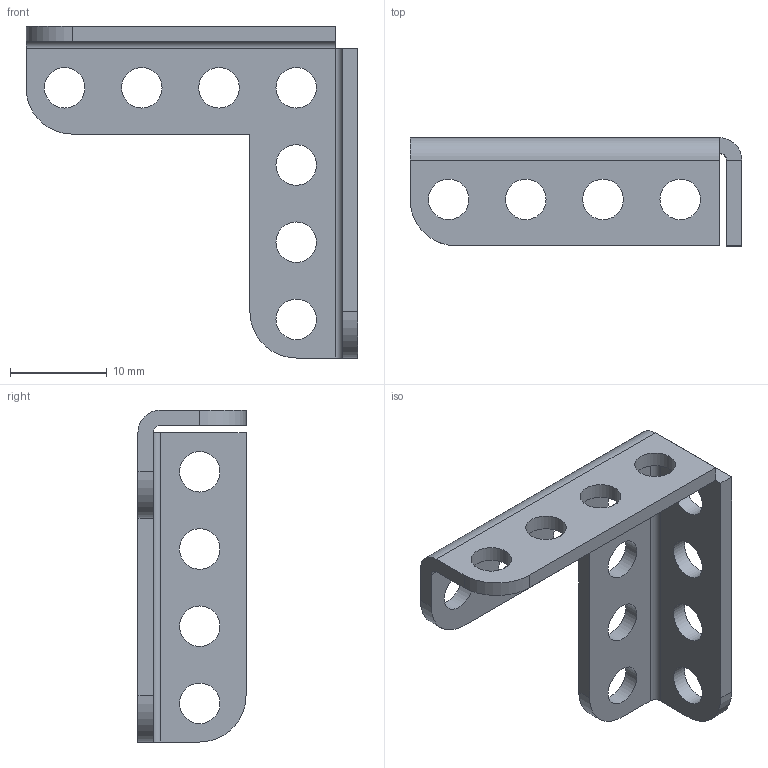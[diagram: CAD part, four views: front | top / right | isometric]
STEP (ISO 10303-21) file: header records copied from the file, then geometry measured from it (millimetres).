
FILE_DESCRIPTION(/* description */ (''),/* implementation_level */ '2;1');
FILE_NAME(/* name */ 'Matrix_03-0004.ipt.stp',/* time_stamp */ '2014-12-18T17:41:58-08:00',/* author */ ('Autodesk Inc.'),/* organization */ ('Autodesk Inc.'),/* preprocessor_version */ 'ST-DEVELOPER v15.6',/* originating_system */ 'Autodesk Inventor 2015',/* authorisation */ '');
FILE_SCHEMA (('AUTOMOTIVE_DESIGN { 1 0 10303 214 3 1 1 }'));
Length unit declared in the file: millimetre
Products named in the file (1): Matrix_03-0004
Bounding box: 34.4 x 11.2 x 34.4 mm (x, y, z)
Volume: 1576.6 mm3; surface area: 2551.6 mm2
Topology: 1 solids, 1 shells, 39 faces, 107 edges, 70 vertices
Faces by surface type: cylinder 23, plane 16
Full cylindrical faces by diameter (mm): 4.2 x15
Entity records: 1228 total; most frequent: DIRECTION 214, CARTESIAN_POINT 194, ORIENTED_EDGE 176, EDGE_CURVE 88, AXIS2_PLACEMENT_3D 86, EDGE_LOOP 84, VERTEX_POINT 66, CIRCLE 46
